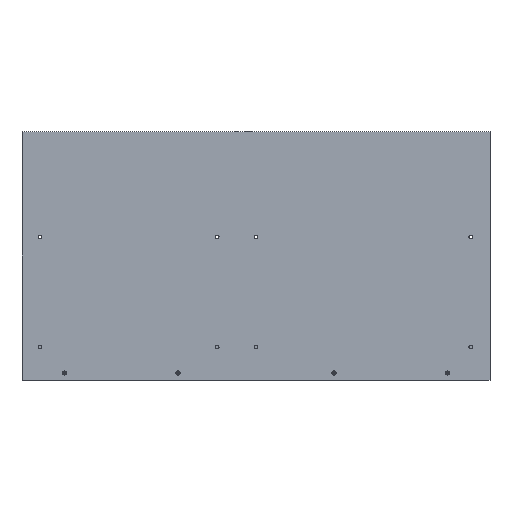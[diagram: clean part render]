
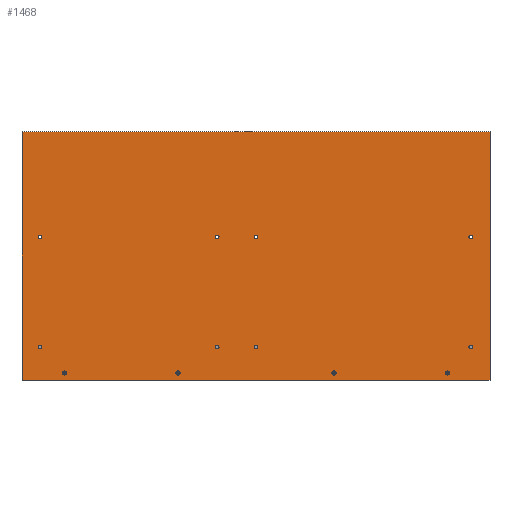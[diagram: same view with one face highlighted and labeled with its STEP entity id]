
A CAD part, front view. The second image highlights one B-rep face of the part: STEP entity #1468.
In plain terms, the highlighted planar face has unit normal (0, -1, 0).
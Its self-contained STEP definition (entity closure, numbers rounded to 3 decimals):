
#39=FACE_BOUND('',#319,.T.);
#40=FACE_BOUND('',#320,.T.);
#41=FACE_BOUND('',#321,.T.);
#42=FACE_BOUND('',#322,.T.);
#43=FACE_BOUND('',#323,.T.);
#44=FACE_BOUND('',#324,.T.);
#45=FACE_BOUND('',#325,.T.);
#46=FACE_BOUND('',#326,.T.);
#47=FACE_BOUND('',#327,.T.);
#48=FACE_BOUND('',#328,.T.);
#49=FACE_BOUND('',#329,.T.);
#50=FACE_BOUND('',#330,.T.);
#86=PLANE('',#1609);
#106=CIRCLE('',#1520,1.3);
#107=CIRCLE('',#1522,1.3);
#109=CIRCLE('',#1525,1.297);
#111=CIRCLE('',#1528,1.3);
#113=CIRCLE('',#1531,1.3);
#116=CIRCLE('',#1535,1.3);
#117=CIRCLE('',#1537,1.3);
#119=CIRCLE('',#1540,1.3);
#125=CIRCLE('',#1557,1.5);
#126=CIRCLE('',#1559,1.5);
#127=CIRCLE('',#1561,1.5);
#128=CIRCLE('',#1563,1.5);
#230=FACE_OUTER_BOUND('',#318,.T.);
#318=EDGE_LOOP('',(#1299,#1300,#1301,#1302));
#319=EDGE_LOOP('',(#1303,#1304));
#320=EDGE_LOOP('',(#1305));
#321=EDGE_LOOP('',(#1306));
#322=EDGE_LOOP('',(#1307));
#323=EDGE_LOOP('',(#1308));
#324=EDGE_LOOP('',(#1309,#1310));
#325=EDGE_LOOP('',(#1311));
#326=EDGE_LOOP('',(#1312));
#327=EDGE_LOOP('',(#1313));
#328=EDGE_LOOP('',(#1314));
#329=EDGE_LOOP('',(#1315));
#330=EDGE_LOOP('',(#1316));
#390=LINE('',#2230,#542);
#405=LINE('',#2259,#557);
#415=LINE('',#2288,#567);
#468=LINE('',#2424,#620);
#542=VECTOR('',#1752,10.);
#557=VECTOR('',#1769,10.);
#567=VECTOR('',#1801,10.);
#620=VECTOR('',#1938,10.);
#662=B_SPLINE_CURVE_WITH_KNOTS('',3,(#2082,#2083,#2084,#2085,#2086,#2087,
#2088,#2089),.UNSPECIFIED.,.F.,.F.,(4,2,2,4),(0.,0.05,0.093,
0.137),.UNSPECIFIED.);
#664=B_SPLINE_CURVE_WITH_KNOTS('',3,(#2149,#2150,#2151,#2152,#2153,#2154,
#2155,#2156),.UNSPECIFIED.,.F.,.F.,(4,2,2,4),(0.,0.05,0.093,
0.137),.UNSPECIFIED.);
#667=VERTEX_POINT('',#2079);
#668=VERTEX_POINT('',#2081);
#669=VERTEX_POINT('',#2095);
#671=VERTEX_POINT('',#2101);
#673=VERTEX_POINT('',#2107);
#675=VERTEX_POINT('',#2113);
#679=VERTEX_POINT('',#2146);
#680=VERTEX_POINT('',#2148);
#681=VERTEX_POINT('',#2162);
#683=VERTEX_POINT('',#2168);
#705=VERTEX_POINT('',#2227);
#706=VERTEX_POINT('',#2229);
#719=VERTEX_POINT('',#2257);
#721=VERTEX_POINT('',#2265);
#722=VERTEX_POINT('',#2269);
#723=VERTEX_POINT('',#2273);
#724=VERTEX_POINT('',#2277);
#727=VERTEX_POINT('',#2287);
#803=EDGE_CURVE('',#668,#667,#662,.T.);
#806=EDGE_CURVE('',#667,#668,#106,.T.);
#807=EDGE_CURVE('',#669,#669,#107,.T.);
#810=EDGE_CURVE('',#671,#671,#109,.T.);
#813=EDGE_CURVE('',#673,#673,#111,.T.);
#816=EDGE_CURVE('',#675,#675,#113,.T.);
#821=EDGE_CURVE('',#680,#679,#664,.T.);
#824=EDGE_CURVE('',#679,#680,#116,.T.);
#825=EDGE_CURVE('',#681,#681,#117,.T.);
#828=EDGE_CURVE('',#683,#683,#119,.T.);
#858=EDGE_CURVE('',#705,#706,#390,.T.);
#873=EDGE_CURVE('',#719,#705,#405,.T.);
#877=EDGE_CURVE('',#721,#721,#125,.T.);
#879=EDGE_CURVE('',#722,#722,#126,.T.);
#881=EDGE_CURVE('',#723,#723,#127,.T.);
#883=EDGE_CURVE('',#724,#724,#128,.T.);
#887=EDGE_CURVE('',#706,#727,#415,.T.);
#956=EDGE_CURVE('',#727,#719,#468,.T.);
#1299=ORIENTED_EDGE('',*,*,#858,.F.);
#1300=ORIENTED_EDGE('',*,*,#873,.F.);
#1301=ORIENTED_EDGE('',*,*,#956,.F.);
#1302=ORIENTED_EDGE('',*,*,#887,.F.);
#1303=ORIENTED_EDGE('',*,*,#806,.T.);
#1304=ORIENTED_EDGE('',*,*,#803,.T.);
#1305=ORIENTED_EDGE('',*,*,#807,.T.);
#1306=ORIENTED_EDGE('',*,*,#810,.T.);
#1307=ORIENTED_EDGE('',*,*,#813,.T.);
#1308=ORIENTED_EDGE('',*,*,#816,.T.);
#1309=ORIENTED_EDGE('',*,*,#824,.T.);
#1310=ORIENTED_EDGE('',*,*,#821,.T.);
#1311=ORIENTED_EDGE('',*,*,#825,.T.);
#1312=ORIENTED_EDGE('',*,*,#828,.T.);
#1313=ORIENTED_EDGE('',*,*,#877,.F.);
#1314=ORIENTED_EDGE('',*,*,#879,.F.);
#1315=ORIENTED_EDGE('',*,*,#881,.F.);
#1316=ORIENTED_EDGE('',*,*,#883,.F.);
#1468=ADVANCED_FACE('',(#230,#39,#40,#41,#42,#43,#44,#45,#46,#47,#48,#49,
#50),#86,.F.);
#1520=AXIS2_PLACEMENT_3D('',#2093,#1653,#1654);
#1522=AXIS2_PLACEMENT_3D('',#2096,#1657,#1658);
#1525=AXIS2_PLACEMENT_3D('',#2102,#1664,#1665);
#1528=AXIS2_PLACEMENT_3D('',#2108,#1671,#1672);
#1531=AXIS2_PLACEMENT_3D('',#2114,#1678,#1679);
#1535=AXIS2_PLACEMENT_3D('',#2160,#1689,#1690);
#1537=AXIS2_PLACEMENT_3D('',#2163,#1693,#1694);
#1540=AXIS2_PLACEMENT_3D('',#2169,#1700,#1701);
#1557=AXIS2_PLACEMENT_3D('',#2267,#1777,#1778);
#1559=AXIS2_PLACEMENT_3D('',#2271,#1782,#1783);
#1561=AXIS2_PLACEMENT_3D('',#2275,#1787,#1788);
#1563=AXIS2_PLACEMENT_3D('',#2279,#1792,#1793);
#1609=AXIS2_PLACEMENT_3D('',#2426,#1941,#1942);
#1653=DIRECTION('center_axis',(0.,1.,0.));
#1654=DIRECTION('ref_axis',(0.5,0.,0.866));
#1657=DIRECTION('center_axis',(0.,1.,0.));
#1658=DIRECTION('ref_axis',(1.,0.,0.));
#1664=DIRECTION('center_axis',(0.,1.,0.));
#1665=DIRECTION('ref_axis',(1.,0.,0.));
#1671=DIRECTION('center_axis',(0.,1.,0.));
#1672=DIRECTION('ref_axis',(1.,0.,0.));
#1678=DIRECTION('center_axis',(0.,1.,0.));
#1679=DIRECTION('ref_axis',(1.,0.,0.));
#1689=DIRECTION('center_axis',(0.,1.,0.));
#1690=DIRECTION('ref_axis',(0.5,0.,0.866));
#1693=DIRECTION('center_axis',(0.,1.,0.));
#1694=DIRECTION('ref_axis',(1.,0.,0.));
#1700=DIRECTION('center_axis',(0.,1.,0.));
#1701=DIRECTION('ref_axis',(1.,0.,0.));
#1752=DIRECTION('',(0.,0.,1.));
#1769=DIRECTION('',(-1.,0.,0.));
#1777=DIRECTION('center_axis',(0.,-1.,0.));
#1778=DIRECTION('ref_axis',(1.,0.,0.));
#1782=DIRECTION('center_axis',(0.,-1.,0.));
#1783=DIRECTION('ref_axis',(1.,0.,0.));
#1787=DIRECTION('center_axis',(0.,-1.,0.));
#1788=DIRECTION('ref_axis',(1.,0.,0.));
#1792=DIRECTION('center_axis',(0.,-1.,0.));
#1793=DIRECTION('ref_axis',(1.,0.,0.));
#1801=DIRECTION('',(1.,0.,0.));
#1938=DIRECTION('',(0.,0.,-1.));
#1941=DIRECTION('center_axis',(0.,1.,0.));
#1942=DIRECTION('ref_axis',(1.,0.,0.));
#2079=CARTESIAN_POINT('',(317.725,0.,-74.1));
#2081=CARTESIAN_POINT('',(317.075,0.,-72.974));
#2082=CARTESIAN_POINT('Ctrl Pts',(317.075,0.,-72.974));
#2083=CARTESIAN_POINT('Ctrl Pts',(317.22,0.,-73.058));
#2084=CARTESIAN_POINT('Ctrl Pts',(317.346,0.,-73.168));
#2085=CARTESIAN_POINT('Ctrl Pts',(317.537,0.,-73.412));
#2086=CARTESIAN_POINT('Ctrl Pts',(317.606,0.,-73.538));
#2087=CARTESIAN_POINT('Ctrl Pts',(317.701,0.,-73.811));
#2088=CARTESIAN_POINT('Ctrl Pts',(317.725,0.,-73.955));
#2089=CARTESIAN_POINT('Ctrl Pts',(317.725,0.,-74.1));
#2093=CARTESIAN_POINT('Origin',(316.425,0.,-74.1));
#2095=CARTESIAN_POINT('',(11.4,0.,-74.1));
#2096=CARTESIAN_POINT('Origin',(12.7,0.,-74.1));
#2101=CARTESIAN_POINT('',(163.706,0.,-74.1));
#2102=CARTESIAN_POINT('Origin',(165.003,0.,-74.1));
#2107=CARTESIAN_POINT('',(136.325,0.,-151.7));
#2108=CARTESIAN_POINT('Origin',(137.625,0.,-151.7));
#2113=CARTESIAN_POINT('',(136.325,0.,-74.1));
#2114=CARTESIAN_POINT('Origin',(137.625,0.,-74.1));
#2146=CARTESIAN_POINT('',(166.3,0.,-151.7));
#2148=CARTESIAN_POINT('',(165.65,0.,-150.574));
#2149=CARTESIAN_POINT('Ctrl Pts',(165.65,0.,-150.574));
#2150=CARTESIAN_POINT('Ctrl Pts',(165.795,0.,-150.658));
#2151=CARTESIAN_POINT('Ctrl Pts',(165.921,0.,-150.768));
#2152=CARTESIAN_POINT('Ctrl Pts',(166.112,0.,-151.012));
#2153=CARTESIAN_POINT('Ctrl Pts',(166.181,0.,-151.138));
#2154=CARTESIAN_POINT('Ctrl Pts',(166.276,0.,-151.411));
#2155=CARTESIAN_POINT('Ctrl Pts',(166.3,0.,-151.555));
#2156=CARTESIAN_POINT('Ctrl Pts',(166.3,0.,-151.7));
#2160=CARTESIAN_POINT('Origin',(165.,0.,-151.7));
#2162=CARTESIAN_POINT('',(315.125,0.,-151.7));
#2163=CARTESIAN_POINT('Origin',(316.425,0.,-151.7));
#2168=CARTESIAN_POINT('',(11.4,0.,-151.7));
#2169=CARTESIAN_POINT('Origin',(12.7,0.,-151.7));
#2227=CARTESIAN_POINT('',(0.,0.,-175.));
#2229=CARTESIAN_POINT('',(0.,0.,0.));
#2230=CARTESIAN_POINT('',(0.,0.,-175.));
#2257=CARTESIAN_POINT('',(330.,0.,-175.));
#2259=CARTESIAN_POINT('',(330.,0.,-175.));
#2265=CARTESIAN_POINT('',(28.5,0.,-170.));
#2267=CARTESIAN_POINT('Origin',(30.,0.,-170.));
#2269=CARTESIAN_POINT('',(108.5,0.,-170.));
#2271=CARTESIAN_POINT('Origin',(110.,0.,-170.));
#2273=CARTESIAN_POINT('',(298.5,0.,-170.));
#2275=CARTESIAN_POINT('Origin',(300.,0.,-170.));
#2277=CARTESIAN_POINT('',(218.5,0.,-170.));
#2279=CARTESIAN_POINT('Origin',(220.,0.,-170.));
#2287=CARTESIAN_POINT('',(330.,0.,0.));
#2288=CARTESIAN_POINT('',(0.,0.,0.));
#2424=CARTESIAN_POINT('',(330.,0.,0.));
#2426=CARTESIAN_POINT('Origin',(165.,0.,-85.));
